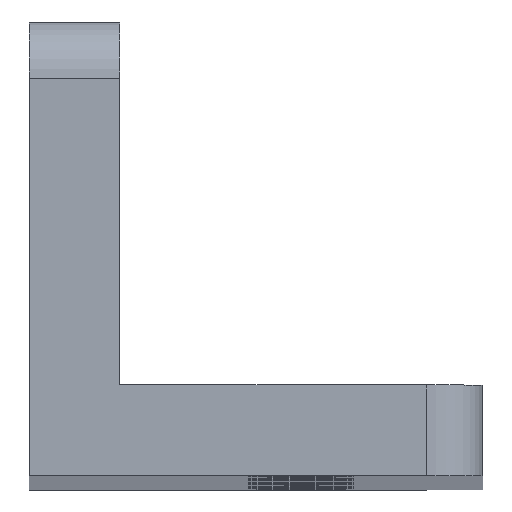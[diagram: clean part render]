
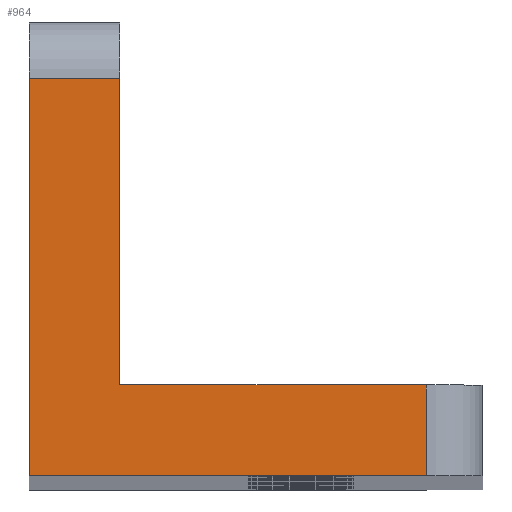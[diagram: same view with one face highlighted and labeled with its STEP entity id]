
A CAD part, top view. The second image highlights one B-rep face of the part: STEP entity #964.
In plain terms, the highlighted planar face has unit normal (0, 0, 1).
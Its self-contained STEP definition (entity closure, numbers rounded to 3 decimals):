
#11 = LINE ( 'NONE', #2859, #1141 ) ;
#13 = VERTEX_POINT ( 'NONE', #647 ) ;
#133 = VERTEX_POINT ( 'NONE', #638 ) ;
#141 = VERTEX_POINT ( 'NONE', #624 ) ;
#142 = VERTEX_POINT ( 'NONE', #487 ) ;
#211 = CARTESIAN_POINT ( 'NONE',  ( 16., 3.2, 0. ) ) ;
#218 = VECTOR ( 'NONE', #2747, 1000. ) ;
#244 = DIRECTION ( 'NONE',  ( -1., 0., 0. ) ) ;
#487 = CARTESIAN_POINT ( 'NONE',  ( 3.2, 14., 0. ) ) ;
#624 = CARTESIAN_POINT ( 'NONE',  ( 0., 14., 0. ) ) ;
#638 = CARTESIAN_POINT ( 'NONE',  ( 0., 0., 0. ) ) ;
#647 = CARTESIAN_POINT ( 'NONE',  ( 14., 3.2, 0. ) ) ;
#688 = EDGE_LOOP ( 'NONE', ( #1360, #1353, #1343, #1350, #1352, #1251 ) ) ;
#740 = LINE ( 'NONE', #2745, #218 ) ;
#964 = ADVANCED_FACE ( 'NONE', ( #1523 ), #1856, .T. ) ;
#1137 = VERTEX_POINT ( 'NONE', #1514 ) ;
#1141 = VECTOR ( 'NONE', #2873, 1000. ) ;
#1159 = VERTEX_POINT ( 'NONE', #1503 ) ;
#1208 = LINE ( 'NONE', #2770, #2506 ) ;
#1251 = ORIENTED_EDGE ( 'NONE', *, *, #2827, .T. ) ;
#1273 = VECTOR ( 'NONE', #2654, 1000. ) ;
#1343 = ORIENTED_EDGE ( 'NONE', *, *, #2716, .T. ) ;
#1350 = ORIENTED_EDGE ( 'NONE', *, *, #2665, .T. ) ;
#1352 = ORIENTED_EDGE ( 'NONE', *, *, #2835, .T. ) ;
#1353 = ORIENTED_EDGE ( 'NONE', *, *, #2834, .T. ) ;
#1360 = ORIENTED_EDGE ( 'NONE', *, *, #2771, .T. ) ;
#1496 = CARTESIAN_POINT ( 'NONE',  ( 0., 0., 0. ) ) ;
#1500 = DIRECTION ( 'NONE',  ( 1., 0., 0. ) ) ;
#1503 = CARTESIAN_POINT ( 'NONE',  ( 14., 0., 0. ) ) ;
#1505 = LINE ( 'NONE', #211, #2907 ) ;
#1514 = CARTESIAN_POINT ( 'NONE',  ( 3.2, 3.2, 0. ) ) ;
#1523 = FACE_OUTER_BOUND ( 'NONE', #688, .T. ) ;
#1617 = VECTOR ( 'NONE', #1500, 1000. ) ;
#1685 = LINE ( 'NONE', #1496, #1617 ) ;
#1835 = DIRECTION ( 'NONE',  ( 1., 0., 0. ) ) ;
#1840 = DIRECTION ( 'NONE',  ( 0., 0., 1. ) ) ;
#1856 = PLANE ( 'NONE',  #2226 ) ;
#1897 = CARTESIAN_POINT ( 'NONE',  ( 0., 0., 0. ) ) ;
#1959 = LINE ( 'NONE', #2529, #1273 ) ;
#2226 = AXIS2_PLACEMENT_3D ( 'NONE', #1897, #1840, #1835 ) ;
#2506 = VECTOR ( 'NONE', #2851, 1000. ) ;
#2529 = CARTESIAN_POINT ( 'NONE',  ( 3.2, 3.2, 0. ) ) ;
#2654 = DIRECTION ( 'NONE',  ( 0., 1., 0. ) ) ;
#2665 = EDGE_CURVE ( 'NONE', #1137, #142, #1959, .T. ) ;
#2716 = EDGE_CURVE ( 'NONE', #13, #1137, #1505, .T. ) ;
#2745 = CARTESIAN_POINT ( 'NONE',  ( 0., 16., 0. ) ) ;
#2747 = DIRECTION ( 'NONE',  ( 0., -1., 0. ) ) ;
#2770 = CARTESIAN_POINT ( 'NONE',  ( 14., 0., 0. ) ) ;
#2771 = EDGE_CURVE ( 'NONE', #133, #1159, #1685, .T. ) ;
#2827 = EDGE_CURVE ( 'NONE', #141, #133, #740, .T. ) ;
#2834 = EDGE_CURVE ( 'NONE', #1159, #13, #1208, .T. ) ;
#2835 = EDGE_CURVE ( 'NONE', #142, #141, #11, .T. ) ;
#2851 = DIRECTION ( 'NONE',  ( 0., 1., 0. ) ) ;
#2859 = CARTESIAN_POINT ( 'NONE',  ( 0., 14., 0. ) ) ;
#2873 = DIRECTION ( 'NONE',  ( -1., 0., 0. ) ) ;
#2907 = VECTOR ( 'NONE', #244, 1000. ) ;
